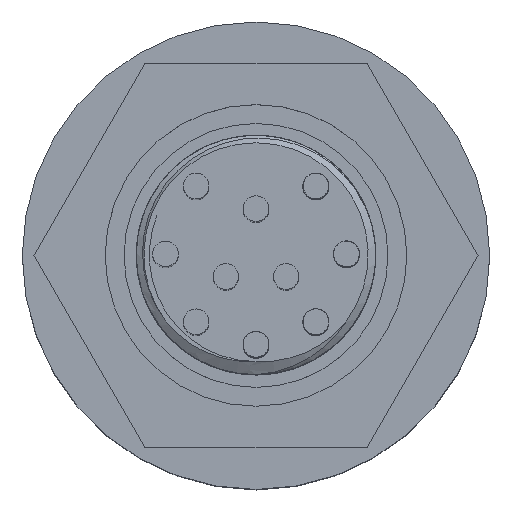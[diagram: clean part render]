
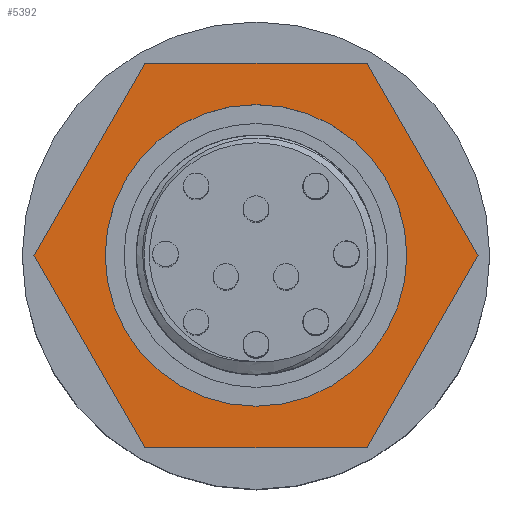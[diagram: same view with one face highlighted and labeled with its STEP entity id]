
A CAD part, top view. The second image highlights one B-rep face of the part: STEP entity #5392.
In plain terms, the highlighted planar face has unit normal (0, 0, 1).
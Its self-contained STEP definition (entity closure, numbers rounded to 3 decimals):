
#105=FACE_BOUND($,#1724,.T.);
#106=FACE_BOUND($,#1725,.T.);
#504=LINE($,#15016,#872);
#505=LINE($,#15018,#873);
#506=LINE($,#15020,#874);
#507=LINE($,#15022,#875);
#508=LINE($,#15024,#876);
#509=LINE($,#15025,#877);
#872=VECTOR($,#6419,14.722);
#873=VECTOR($,#6420,14.722);
#874=VECTOR($,#6421,14.722);
#875=VECTOR($,#6422,14.722);
#876=VECTOR($,#6423,14.722);
#877=VECTOR($,#6424,14.722);
#953=CIRCLE($,#5623,10.);
#1103=PLANE($,#5625);
#1724=EDGE_LOOP($,(#4567));
#1725=EDGE_LOOP($,(#4568,#4569,#4570,#4571,#4572,#4573));
#2521=VERTEX_POINT($,#15010);
#2522=VERTEX_POINT($,#15014);
#2523=VERTEX_POINT($,#15015);
#2524=VERTEX_POINT($,#15017);
#2525=VERTEX_POINT($,#15019);
#2526=VERTEX_POINT($,#15021);
#2527=VERTEX_POINT($,#15023);
#3222=EDGE_CURVE($,#2521,#2521,#953,.T.);
#3223=EDGE_CURVE($,#2522,#2523,#504,.T.);
#3224=EDGE_CURVE($,#2524,#2522,#505,.T.);
#3225=EDGE_CURVE($,#2525,#2524,#506,.T.);
#3226=EDGE_CURVE($,#2526,#2525,#507,.T.);
#3227=EDGE_CURVE($,#2527,#2526,#508,.T.);
#3228=EDGE_CURVE($,#2523,#2527,#509,.T.);
#4567=ORIENTED_EDGE($,*,*,#3222,.T.);
#4568=ORIENTED_EDGE($,*,*,#3223,.F.);
#4569=ORIENTED_EDGE($,*,*,#3224,.F.);
#4570=ORIENTED_EDGE($,*,*,#3225,.F.);
#4571=ORIENTED_EDGE($,*,*,#3226,.F.);
#4572=ORIENTED_EDGE($,*,*,#3227,.F.);
#4573=ORIENTED_EDGE($,*,*,#3228,.F.);
#5392=ADVANCED_FACE($,(#105,#106),#1103,.T.);
#5623=AXIS2_PLACEMENT_3D($,#15011,#6413,#6414);
#5625=AXIS2_PLACEMENT_3D($,#15013,#6417,#6418);
#6413=DIRECTION('center_axis',(0.,0.,
-1.));
#6414=DIRECTION('ref_axis',(-1.,0.,0.));
#6417=DIRECTION('center_axis',(0.,0.,
1.));
#6418=DIRECTION('ref_axis',(1.,0.,0.));
#6419=DIRECTION($,(1.,0.,0.));
#6420=DIRECTION($,(0.5,0.866,0.));
#6421=DIRECTION($,(-0.5,0.866,0.));
#6422=DIRECTION($,(-1.,0.,0.));
#6423=DIRECTION($,(-0.5,-0.866,0.));
#6424=DIRECTION($,(0.5,-0.866,0.));
#15010=CARTESIAN_POINT('',(10.,0.,31.5));
#15011=CARTESIAN_POINT('Origin',(0.,0.,
31.5));
#15013=CARTESIAN_POINT('Origin',(0.,0.,
31.5));
#15014=CARTESIAN_POINT('',(-7.361,12.75,31.5));
#15015=CARTESIAN_POINT('',(7.361,12.75,31.5));
#15016=CARTESIAN_POINT($,(-7.361,12.75,31.5));
#15017=CARTESIAN_POINT('',(-14.722,0.,31.5));
#15018=CARTESIAN_POINT($,(-14.722,0.,31.5));
#15019=CARTESIAN_POINT('',(-7.361,-12.75,31.5));
#15020=CARTESIAN_POINT($,(-7.361,-12.75,31.5));
#15021=CARTESIAN_POINT('',(7.361,-12.75,31.5));
#15022=CARTESIAN_POINT($,(7.361,-12.75,31.5));
#15023=CARTESIAN_POINT('',(14.722,0.,31.5));
#15024=CARTESIAN_POINT($,(14.722,0.,31.5));
#15025=CARTESIAN_POINT($,(7.361,12.75,31.5));
